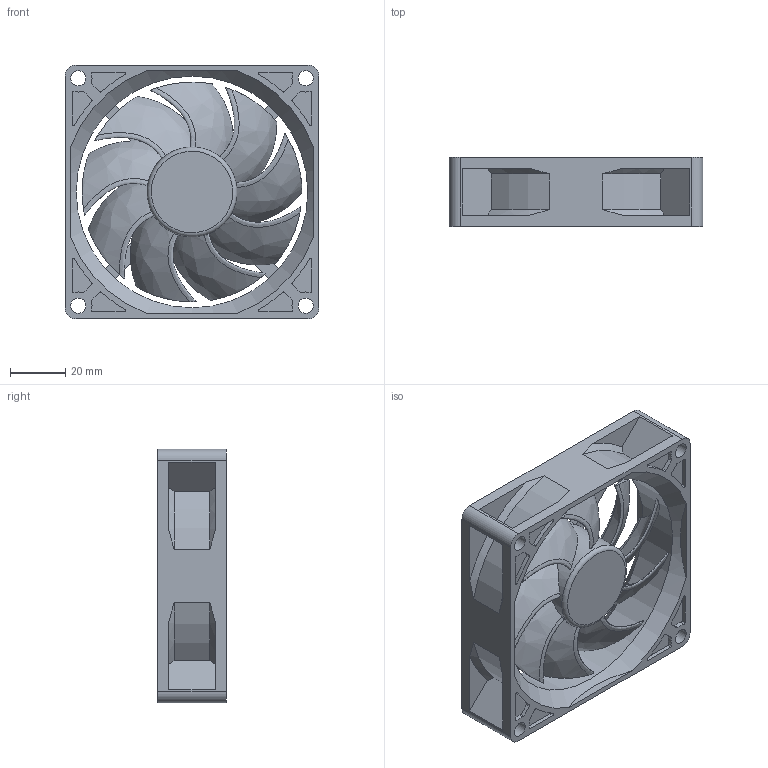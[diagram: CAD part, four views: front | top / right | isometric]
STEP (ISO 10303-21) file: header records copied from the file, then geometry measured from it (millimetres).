
FILE_DESCRIPTION(/* description */ (''),/* implementation_level */ '2;1');
FILE_NAME(/* name */ 'Вентилятор 92x92x25.stp',/* time_stamp */ '2021-09-07T15:05:28+05:00',/* author */ ('asus'),/* organization */ (''),/* preprocessor_version */ 'ST-DEVELOPER v18.1',/* originating_system */ 'Autodesk Inventor 2021',/* authorisation */ '');
FILE_SCHEMA (('AUTOMOTIVE_DESIGN { 1 0 10303 214 3 1 1 }'));
Length unit declared in the file: millimetre
Products named in the file (3): Вентилятор 92x92
x25; Вентилятор_винт 
92x92x25; Вентилятор_основа 
92x92x25
Assembly tree (2 placements, depth 2):
  Вентилятор 92x92
x25
    Вентилятор_винт 
92x92x25
    Вентилятор_основа 
92x92x25
Bounding box: 92 x 25 x 92 mm (x, y, z)
Volume: 74154.8 mm3; surface area: 46344.4 mm2
Topology: 2 solids, 2 shells, 307 faces, 806 edges, 537 vertices
Faces by surface type: cylinder 133, plane 119, bspline 36, cone 18, torus 1
Full cylindrical faces by diameter (mm): 5.5 x4, 6.8 x4, 20 x2, 32.6 x1, 84 x1
Entity records: 13241 total; most frequent: CARTESIAN_POINT 5418, ORIENTED_EDGE 1612, DIRECTION 1480, EDGE_CURVE 806, AXIS2_PLACEMENT_3D 560, VERTEX_POINT 537, LINE 360, VECTOR 360
